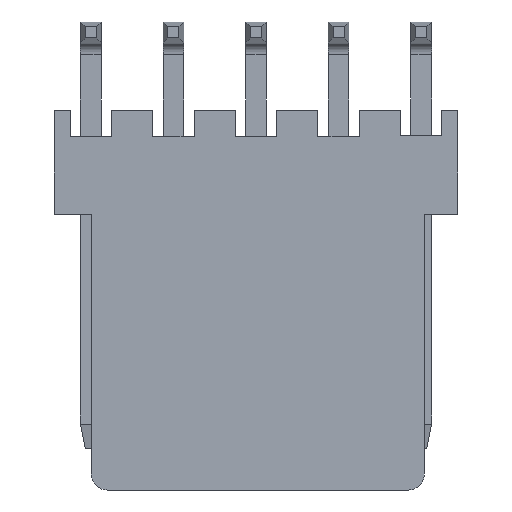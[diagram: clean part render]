
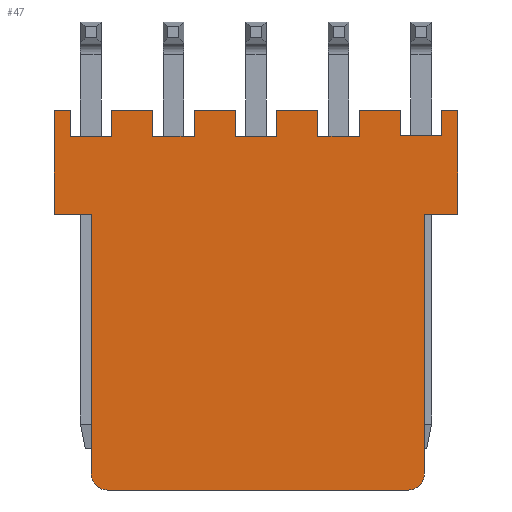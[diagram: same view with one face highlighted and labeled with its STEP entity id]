
A CAD part, front view. The second image highlights one B-rep face of the part: STEP entity #47.
In plain terms, the highlighted planar face has unit normal (0, -1, 0).
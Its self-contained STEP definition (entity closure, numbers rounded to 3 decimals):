
#47=ADVANCED_FACE('',(#194),#195,.F.);
#194=FACE_OUTER_BOUND('',#494,.T.);
#195=PLANE('',#495);
#494=EDGE_LOOP('',(#799,#800,#801,#802,#803,#804,#805,#806,#807,#808,#809,#810,#811,#812,#813,#814,#815,#816,#817,#818,#819,#820,#821,#822,#823,#824,#825,#826,#827,#828));
#495=AXIS2_PLACEMENT_3D('',#829,#830,#831);
#799=ORIENTED_EDGE('',*,*,#1949,.F.);
#800=ORIENTED_EDGE('',*,*,#1950,.F.);
#801=ORIENTED_EDGE('',*,*,#1951,.F.);
#802=ORIENTED_EDGE('',*,*,#1952,.F.);
#803=ORIENTED_EDGE('',*,*,#1953,.F.);
#804=ORIENTED_EDGE('',*,*,#1954,.F.);
#805=ORIENTED_EDGE('',*,*,#1955,.F.);
#806=ORIENTED_EDGE('',*,*,#1956,.T.);
#807=ORIENTED_EDGE('',*,*,#1957,.T.);
#808=ORIENTED_EDGE('',*,*,#1958,.T.);
#809=ORIENTED_EDGE('',*,*,#1959,.T.);
#810=ORIENTED_EDGE('',*,*,#1960,.T.);
#811=ORIENTED_EDGE('',*,*,#1961,.T.);
#812=ORIENTED_EDGE('',*,*,#1962,.T.);
#813=ORIENTED_EDGE('',*,*,#1963,.T.);
#814=ORIENTED_EDGE('',*,*,#1964,.T.);
#815=ORIENTED_EDGE('',*,*,#1965,.T.);
#816=ORIENTED_EDGE('',*,*,#1966,.T.);
#817=ORIENTED_EDGE('',*,*,#1967,.F.);
#818=ORIENTED_EDGE('',*,*,#1968,.T.);
#819=ORIENTED_EDGE('',*,*,#1969,.F.);
#820=ORIENTED_EDGE('',*,*,#1970,.T.);
#821=ORIENTED_EDGE('',*,*,#1971,.F.);
#822=ORIENTED_EDGE('',*,*,#1972,.F.);
#823=ORIENTED_EDGE('',*,*,#1973,.F.);
#824=ORIENTED_EDGE('',*,*,#1974,.F.);
#825=ORIENTED_EDGE('',*,*,#1975,.F.);
#826=ORIENTED_EDGE('',*,*,#1976,.F.);
#827=ORIENTED_EDGE('',*,*,#1977,.F.);
#828=ORIENTED_EDGE('',*,*,#1978,.F.);
#829=CARTESIAN_POINT('',(0.0,0.0,0.0));
#830=DIRECTION('',(-0.0,1.0,0.0));
#831=DIRECTION('',(1.0,0.0,0.0));
#1949=EDGE_CURVE('',#2312,#2313,#2314,.T.);
#1950=EDGE_CURVE('',#2315,#2312,#2316,.T.);
#1951=EDGE_CURVE('',#2317,#2315,#2318,.T.);
#1952=EDGE_CURVE('',#2319,#2317,#2320,.T.);
#1953=EDGE_CURVE('',#2321,#2319,#2322,.T.);
#1954=EDGE_CURVE('',#2323,#2321,#2324,.T.);
#1955=EDGE_CURVE('',#2325,#2323,#2326,.T.);
#1956=EDGE_CURVE('',#2325,#2327,#2328,.T.);
#1957=EDGE_CURVE('',#2327,#2329,#2330,.T.);
#1958=EDGE_CURVE('',#2329,#2331,#2332,.T.);
#1959=EDGE_CURVE('',#2331,#2333,#2334,.T.);
#1960=EDGE_CURVE('',#2333,#2335,#2336,.T.);
#1961=EDGE_CURVE('',#2335,#2337,#2338,.T.);
#1962=EDGE_CURVE('',#2337,#2339,#2340,.T.);
#1963=EDGE_CURVE('',#2339,#2341,#2342,.T.);
#1964=EDGE_CURVE('',#2341,#2343,#2344,.T.);
#1965=EDGE_CURVE('',#2343,#2345,#2346,.T.);
#1966=EDGE_CURVE('',#2345,#2347,#2348,.T.);
#1967=EDGE_CURVE('',#2349,#2347,#2350,.T.);
#1968=EDGE_CURVE('',#2349,#2351,#2352,.T.);
#1969=EDGE_CURVE('',#2353,#2351,#2354,.T.);
#1970=EDGE_CURVE('',#2353,#2355,#2356,.T.);
#1971=EDGE_CURVE('',#2357,#2355,#2358,.T.);
#1972=EDGE_CURVE('',#2359,#2357,#2360,.T.);
#1973=EDGE_CURVE('',#2361,#2359,#2362,.T.);
#1974=EDGE_CURVE('',#2363,#2361,#2364,.T.);
#1975=EDGE_CURVE('',#2365,#2363,#2366,.T.);
#1976=EDGE_CURVE('',#2367,#2365,#2368,.T.);
#1977=EDGE_CURVE('',#2369,#2367,#2370,.T.);
#1978=EDGE_CURVE('',#2313,#2369,#2371,.T.);
#2312=VERTEX_POINT('',#2899);
#2313=VERTEX_POINT('',#2900);
#2314=LINE('',#2901,#2902);
#2315=VERTEX_POINT('',#2903);
#2316=LINE('',#2904,#2905);
#2317=VERTEX_POINT('',#2906);
#2318=LINE('',#2907,#2908);
#2319=VERTEX_POINT('',#2909);
#2320=LINE('',#2910,#2911);
#2321=VERTEX_POINT('',#2912);
#2322=LINE('',#2913,#2914);
#2323=VERTEX_POINT('',#2915);
#2324=LINE('',#2916,#2917);
#2325=VERTEX_POINT('',#2918);
#2326=LINE('',#2919,#2920);
#2327=VERTEX_POINT('',#2921);
#2328=LINE('',#2922,#2923);
#2329=VERTEX_POINT('',#2924);
#2330=LINE('',#2925,#2926);
#2331=VERTEX_POINT('',#2927);
#2332=LINE('',#2928,#2929);
#2333=VERTEX_POINT('',#2930);
#2334=LINE('',#2931,#2932);
#2335=VERTEX_POINT('',#2933);
#2336=LINE('',#2934,#2935);
#2337=VERTEX_POINT('',#2936);
#2338=LINE('',#2937,#2938);
#2339=VERTEX_POINT('',#2939);
#2340=LINE('',#2940,#2941);
#2341=VERTEX_POINT('',#2942);
#2342=LINE('',#2943,#2944);
#2343=VERTEX_POINT('',#2945);
#2344=LINE('',#2946,#2947);
#2345=VERTEX_POINT('',#2948);
#2346=LINE('',#2949,#2950);
#2347=VERTEX_POINT('',#2951);
#2348=LINE('',#2952,#2953);
#2349=VERTEX_POINT('',#2954);
#2350=LINE('',#2955,#2956);
#2351=VERTEX_POINT('',#2957);
#2352=CIRCLE('',#2958,0.5);
#2353=VERTEX_POINT('',#2959);
#2354=LINE('',#2960,#2961);
#2355=VERTEX_POINT('',#2962);
#2356=CIRCLE('',#2963,0.5);
#2357=VERTEX_POINT('',#2964);
#2358=LINE('',#2965,#2966);
#2359=VERTEX_POINT('',#2967);
#2360=LINE('',#2968,#2969);
#2361=VERTEX_POINT('',#2970);
#2362=LINE('',#2971,#2972);
#2363=VERTEX_POINT('',#2973);
#2364=LINE('',#2974,#2975);
#2365=VERTEX_POINT('',#2976);
#2366=LINE('',#2977,#2978);
#2367=VERTEX_POINT('',#2979);
#2368=LINE('',#2980,#2981);
#2369=VERTEX_POINT('',#2982);
#2370=LINE('',#2983,#2984);
#2371=LINE('',#2985,#2986);
#2899=CARTESIAN_POINT('',(4.445,0.0,2.4));
#2900=CARTESIAN_POINT('',(4.445,0.0,3.2));
#2901=CARTESIAN_POINT('',(4.445,0.0,2.4));
#2902=VECTOR('',#3813,0.8);
#2903=CARTESIAN_POINT('',(3.175,0.0,2.4));
#2904=CARTESIAN_POINT('',(3.175,0.0,2.4));
#2905=VECTOR('',#3814,1.27);
#2906=CARTESIAN_POINT('',(3.175,0.0,3.2));
#2907=CARTESIAN_POINT('',(3.175,0.0,3.2));
#2908=VECTOR('',#3815,0.8);
#2909=CARTESIAN_POINT('',(1.905,0.0,3.2));
#2910=CARTESIAN_POINT('',(1.905,0.0,3.2));
#2911=VECTOR('',#3816,1.27);
#2912=CARTESIAN_POINT('',(1.905,0.0,2.4));
#2913=CARTESIAN_POINT('',(1.905,0.0,2.4));
#2914=VECTOR('',#3817,0.8);
#2915=CARTESIAN_POINT('',(0.635,0.0,2.4));
#2916=CARTESIAN_POINT('',(0.635,0.0,2.4));
#2917=VECTOR('',#3818,1.27);
#2918=CARTESIAN_POINT('',(0.635,0.0,3.2));
#2919=CARTESIAN_POINT('',(0.635,0.0,3.2));
#2920=VECTOR('',#3819,0.8);
#2921=CARTESIAN_POINT('',(-0.635,0.0,3.2));
#2922=CARTESIAN_POINT('',(0.635,0.0,3.2));
#2923=VECTOR('',#3820,1.27);
#2924=CARTESIAN_POINT('',(-0.635,0.0,2.4));
#2925=CARTESIAN_POINT('',(-0.635,0.0,3.2));
#2926=VECTOR('',#3821,0.8);
#2927=CARTESIAN_POINT('',(-1.905,0.0,2.4));
#2928=CARTESIAN_POINT('',(-0.635,0.0,2.4));
#2929=VECTOR('',#3822,1.27);
#2930=CARTESIAN_POINT('',(-1.905,0.0,3.2));
#2931=CARTESIAN_POINT('',(-1.905,0.0,2.4));
#2932=VECTOR('',#3823,0.8);
#2933=CARTESIAN_POINT('',(-3.175,0.0,3.2));
#2934=CARTESIAN_POINT('',(-1.905,0.0,3.2));
#2935=VECTOR('',#3824,1.27);
#2936=CARTESIAN_POINT('',(-3.175,0.0,2.4));
#2937=CARTESIAN_POINT('',(-3.175,0.0,3.2));
#2938=VECTOR('',#3825,0.8);
#2939=CARTESIAN_POINT('',(-4.445,0.0,2.4));
#2940=CARTESIAN_POINT('',(-3.175,0.0,2.4));
#2941=VECTOR('',#3826,1.27);
#2942=CARTESIAN_POINT('',(-4.445,0.0,3.2));
#2943=CARTESIAN_POINT('',(-4.445,0.0,2.4));
#2944=VECTOR('',#3827,0.8);
#2945=CARTESIAN_POINT('',(-4.945,0.0,3.2));
#2946=CARTESIAN_POINT('',(-4.445,0.0,3.2));
#2947=VECTOR('',#3828,0.5);
#2948=CARTESIAN_POINT('',(-4.945,0.0,0.0));
#2949=CARTESIAN_POINT('',(-4.945,0.0,3.2));
#2950=VECTOR('',#3829,3.2);
#2951=CARTESIAN_POINT('',(-3.8,0.0,0.0));
#2952=CARTESIAN_POINT('',(-4.945,0.0,0.0));
#2953=VECTOR('',#3830,1.145);
#2954=CARTESIAN_POINT('',(-3.8,0.0,-7.98));
#2955=CARTESIAN_POINT('',(-3.8,0.0,-7.98));
#2956=VECTOR('',#3831,7.98);
#2957=CARTESIAN_POINT('',(-3.3,0.0,-8.48));
#2958=AXIS2_PLACEMENT_3D('',#3832,#3833,#3834);
#2959=CARTESIAN_POINT('',(5.95,0.0,-8.48));
#2960=CARTESIAN_POINT('',(5.95,0.0,-8.48));
#2961=VECTOR('',#3835,9.25);
#2962=CARTESIAN_POINT('',(6.45,0.0,-7.98));
#2963=AXIS2_PLACEMENT_3D('',#3836,#3837,#3838);
#2964=CARTESIAN_POINT('',(6.45,0.0,0.0));
#2965=CARTESIAN_POINT('',(6.45,0.0,0.0));
#2966=VECTOR('',#3839,7.98);
#2967=CARTESIAN_POINT('',(7.485,0.0,0.0));
#2968=CARTESIAN_POINT('',(7.485,0.0,0.0));
#2969=VECTOR('',#3840,1.035);
#2970=CARTESIAN_POINT('',(7.485,0.0,3.2));
#2971=CARTESIAN_POINT('',(7.485,0.0,3.2));
#2972=VECTOR('',#3841,3.2);
#2973=CARTESIAN_POINT('',(6.985,0.0,3.2));
#2974=CARTESIAN_POINT('',(6.985,0.0,3.2));
#2975=VECTOR('',#3842,0.5);
#2976=CARTESIAN_POINT('',(6.985,0.0,2.43));
#2977=CARTESIAN_POINT('',(6.985,0.0,2.43));
#2978=VECTOR('',#3843,0.77);
#2979=CARTESIAN_POINT('',(5.715,0.0,2.43));
#2980=CARTESIAN_POINT('',(5.715,0.0,2.43));
#2981=VECTOR('',#3844,1.27);
#2982=CARTESIAN_POINT('',(5.715,0.0,3.2));
#2983=CARTESIAN_POINT('',(5.715,0.0,3.2));
#2984=VECTOR('',#3845,0.77);
#2985=CARTESIAN_POINT('',(4.445,0.0,3.2));
#2986=VECTOR('',#3846,1.27);
#3813=DIRECTION('',(0.0,0.0,1.0));
#3814=DIRECTION('',(1.0,0.0,0.0));
#3815=DIRECTION('',(0.0,0.0,-1.0));
#3816=DIRECTION('',(1.0,0.0,0.0));
#3817=DIRECTION('',(0.0,0.0,1.0));
#3818=DIRECTION('',(1.0,0.0,0.0));
#3819=DIRECTION('',(0.0,0.0,-1.0));
#3820=DIRECTION('',(-1.0,0.0,0.0));
#3821=DIRECTION('',(0.0,0.0,-1.0));
#3822=DIRECTION('',(-1.0,0.0,0.0));
#3823=DIRECTION('',(0.0,0.0,1.0));
#3824=DIRECTION('',(-1.0,0.0,0.0));
#3825=DIRECTION('',(0.0,0.0,-1.0));
#3826=DIRECTION('',(-1.0,0.0,0.0));
#3827=DIRECTION('',(0.0,0.0,1.0));
#3828=DIRECTION('',(-1.0,0.0,0.0));
#3829=DIRECTION('',(0.0,0.0,-1.0));
#3830=DIRECTION('',(1.0,0.0,0.0));
#3831=DIRECTION('',(0.0,0.0,1.0));
#3832=CARTESIAN_POINT('',(-3.3,0.0,-7.98));
#3833=DIRECTION('',(0.0,-1.0,0.0));
#3834=DIRECTION('',(-1.0,0.0,0.0));
#3835=DIRECTION('',(-1.0,0.0,0.0));
#3836=CARTESIAN_POINT('',(5.95,0.0,-7.98));
#3837=DIRECTION('',(0.0,-1.0,0.0));
#3838=DIRECTION('',(0.0,0.0,-1.0));
#3839=DIRECTION('',(0.0,0.0,-1.0));
#3840=DIRECTION('',(-1.0,0.0,0.0));
#3841=DIRECTION('',(0.0,0.0,-1.0));
#3842=DIRECTION('',(1.0,0.0,0.0));
#3843=DIRECTION('',(0.0,0.0,1.0));
#3844=DIRECTION('',(1.0,0.0,0.0));
#3845=DIRECTION('',(0.0,0.0,-1.0));
#3846=DIRECTION('',(1.0,0.0,0.0));
